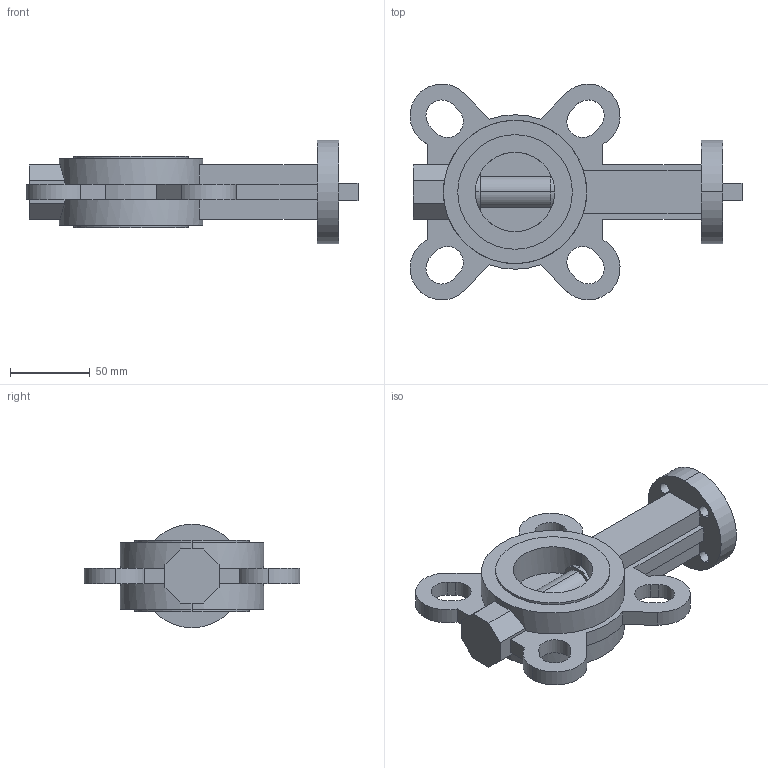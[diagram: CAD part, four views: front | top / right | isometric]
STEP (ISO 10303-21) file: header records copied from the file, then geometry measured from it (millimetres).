
FILE_DESCRIPTION (( 'STEP AP214' ), '1' );
FILE_NAME ('SCBF-D670-16XFC-50.step', '2025-09-25T05:47:36', ( 'KTP' ), ( '' ), 'SwSTEP 2.0', 'SolidWorks 2021', '' );
FILE_SCHEMA (( 'AUTOMOTIVE_DESIGN' ));
Length unit declared in the file: millimetre
Products named in the file (1): SCBF-D670-16XFC-50
Bounding box: 208.6 x 135.63 x 65 mm (x, y, z)
Volume: 391894.4 mm3; surface area: 68810.2 mm2
Topology: 1 solids, 1 shells, 120 faces, 323 edges, 212 vertices
Faces by surface type: plane 65, cylinder 55
Entity records: 4516 total; most frequent: CARTESIAN_POINT 852, DIRECTION 673, ORIENTED_EDGE 646, EDGE_CURVE 323, AXIS2_PLACEMENT_3D 241, VERTEX_POINT 212, LINE 191, VECTOR 191
